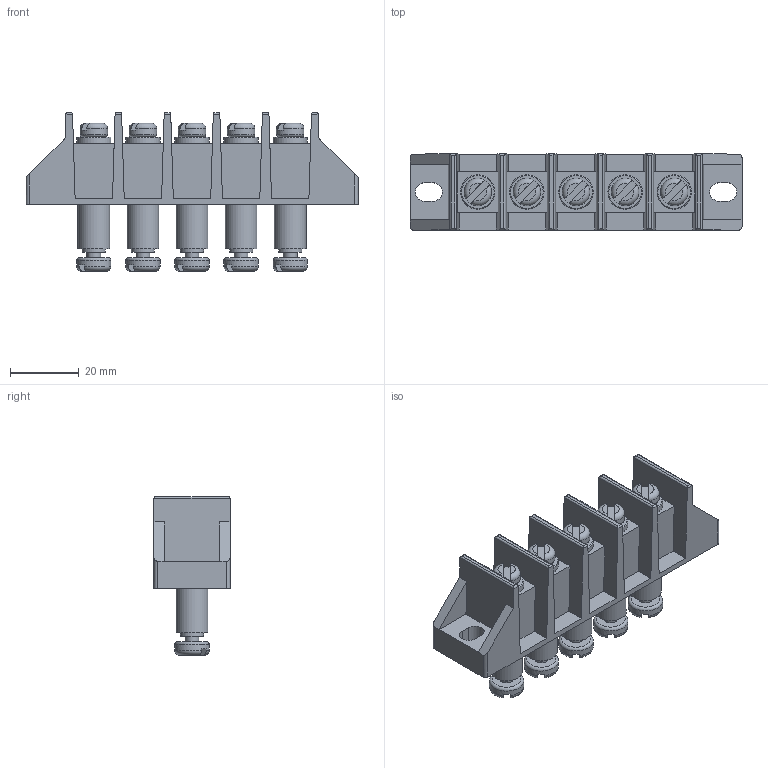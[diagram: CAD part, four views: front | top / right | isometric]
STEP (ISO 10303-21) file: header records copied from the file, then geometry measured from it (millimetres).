
FILE_DESCRIPTION(/* description */ ('STEP AP242','CAx-IF Rec.Pracs.---Representation and Presentation of Product Manufacturing Information (PMI)---4.0---2014-10-13','CAx-IF Rec.Pracs.---3D Tessellated Geometry---0.4---2014-09-14','2;1'),/* implementation_level */ '2;1');
FILE_NAME(/* name */ '66df91a792d40f41c85f739f',/* time_stamp */ '2024-09-10T00:24:07Z',/* author */ (''),/* organization */ (''),/* preprocessor_version */ 'ST-DEVELOPER v20',/* originating_system */ ' ',/* authorisation */ ' ');
FILE_SCHEMA (('AP242_MANAGED_MODEL_BASED_3D_ENGINEERING_MIM_LF { 1 0 10303 442 1 1 4 }'));
Length unit declared in the file: metre
Products named in the file (3): A48430500; BOLT
Assembly tree (6 placements, depth 2):
  A48430500
    BOLT  x5
    A48430500
Bounding box: 96.52 x 22.1 x 46.2 mm (x, y, z)
Volume: 33662.3 mm3; surface area: 21731.3 mm2
Topology: 6 solids, 6 shells, 254 faces, 621 edges, 409 vertices
Faces by surface type: plane 142, cylinder 72, torus 40
Full cylindrical faces by diameter (mm): 4 x15, 6.7 x5, 8 x5, 9.2 x5, 10 x10
Entity records: 4300 total; most frequent: CARTESIAN_POINT 757, DIRECTION 734, ORIENTED_EDGE 684, EDGE_CURVE 342, AXIS2_PLACEMENT_3D 255, VERTEX_POINT 238, LINE 224, VECTOR 224
